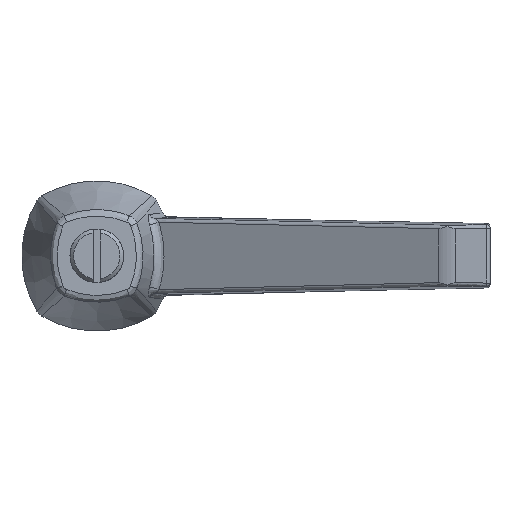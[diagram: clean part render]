
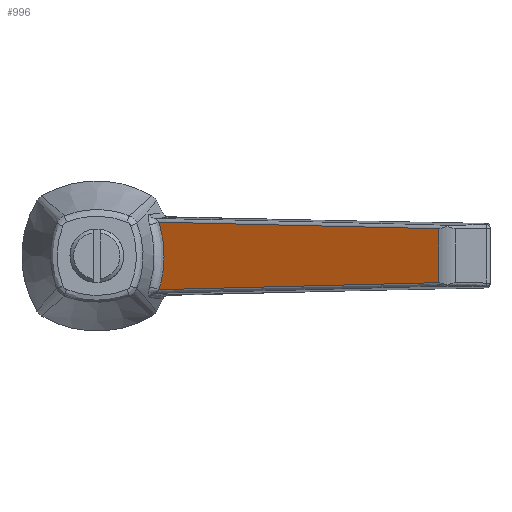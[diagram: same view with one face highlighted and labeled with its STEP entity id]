
A CAD part, top view. The second image highlights one B-rep face of the part: STEP entity #996.
In plain terms, the highlighted planar face has unit normal (-0.456, 0, 0.89).
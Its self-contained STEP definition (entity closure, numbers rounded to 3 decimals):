
#996 = ADVANCED_FACE( '', ( #2300 ), #2301, .F. );
#2300 = FACE_OUTER_BOUND( '', #5603, .T. );
#2301 = PLANE( '', #5604 );
#5603 = EDGE_LOOP( '', ( #10483, #10484, #10485, #10486 ) );
#5604 = AXIS2_PLACEMENT_3D( '', #10487, #10488, #10489 );
#10483 = ORIENTED_EDGE( '', *, *, #14026, .T. );
#10484 = ORIENTED_EDGE( '', *, *, #13962, .T. );
#10485 = ORIENTED_EDGE( '', *, *, #13873, .T. );
#10486 = ORIENTED_EDGE( '', *, *, #14492, .T. );
#10487 = CARTESIAN_POINT( '', ( 7.483, 0., 16.794 ) );
#10488 = DIRECTION( '', ( 0.456, 0., -0.89 ) );
#10489 = DIRECTION( '', ( -0.89, 0., -0.456 ) );
#13873 = EDGE_CURVE( '', #16038, #16039, #16040, .T. );
#13962 = EDGE_CURVE( '', #16188, #16038, #16194, .T. );
#14026 = EDGE_CURVE( '', #16300, #16188, #16301, .T. );
#14492 = EDGE_CURVE( '', #16039, #16300, #17062, .F. );
#16038 = VERTEX_POINT( '', #19261 );
#16039 = VERTEX_POINT( '', #19262 );
#16040 = B_SPLINE_CURVE_WITH_KNOTS( '', 3, ( #19263, #19264, #19265, #19266, #19267, #19268, #19269, #19270, #19271, #19272, #19273, #19274, #19275 ), .UNSPECIFIED., .F., .F., ( 4, 2, 1, 2, 1, 1, 2, 4 ), ( 0.001, 0.012, 0.018, 0.023, 0.029, 0.034, 0.04, 0.045 ), .UNSPECIFIED. );
#16188 = VERTEX_POINT( '', #19743 );
#16194 = B_SPLINE_CURVE_WITH_KNOTS( '', 3, ( #19779, #19780, #19781, #19782, #19783, #19784, #19785, #19786, #19787, #19788, #19789, #19790, #19791, #19792, #19793, #19794, #19795, #19796, #19797, #19798, #19799, #19800, #19801, #19802 ), .UNSPECIFIED., .F., .F., ( 4, 1, 1, 1, 1, 1, 1, 2, 2, 2, 1, 1, 1, 1, 1, 1, 1, 1, 4 ), ( 0., 0.001, 0.001, 0.002, 0.002, 0.003, 0.004, 0.004, 0.004, 0.005, 0.005, 0.005, 0.006, 0.007, 0.007, 0.008, 0.008, 0.009, 0.01 ), .UNSPECIFIED. );
#16300 = VERTEX_POINT( '', #20097 );
#16301 = B_SPLINE_CURVE_WITH_KNOTS( '', 3, ( #20098, #20099, #20100, #20101, #20102, #20103, #20104, #20105, #20106, #20107, #20108, #20109, #20110 ), .UNSPECIFIED., .F., .F., ( 4, 2, 1, 1, 2, 1, 2, 4 ), ( 0.001, 0.007, 0.012, 0.018, 0.023, 0.029, 0.034, 0.045 ), .UNSPECIFIED. );
#17062 = LINE( '', #21584, #21585 );
#19261 = CARTESIAN_POINT( '', ( 8.721, -4.712, 17.427 ) );
#19262 = CARTESIAN_POINT( '', ( 47.85, -3.771, 37.451 ) );
#19263 = CARTESIAN_POINT( '', ( 8.721, -4.712, 17.427 ) );
#19264 = CARTESIAN_POINT( '', ( 11.982, -4.641, 19.096 ) );
#19265 = CARTESIAN_POINT( '', ( 15.243, -4.569, 20.764 ) );
#19266 = CARTESIAN_POINT( '', ( 20.134, -4.458, 23.267 ) );
#19267 = CARTESIAN_POINT( '', ( 23.395, -4.384, 24.936 ) );
#19268 = CARTESIAN_POINT( '', ( 26.656, -4.308, 26.605 ) );
#19269 = CARTESIAN_POINT( '', ( 29.917, -4.232, 28.273 ) );
#19270 = CARTESIAN_POINT( '', ( 33.177, -4.154, 29.942 ) );
#19271 = CARTESIAN_POINT( '', ( 38.068, -4.032, 32.445 ) );
#19272 = CARTESIAN_POINT( '', ( 41.329, -3.948, 34.113 ) );
#19273 = CARTESIAN_POINT( '', ( 44.59, -3.861, 35.782 ) );
#19274 = CARTESIAN_POINT( '', ( 46.22, -3.817, 36.616 ) );
#19275 = CARTESIAN_POINT( '', ( 47.85, -3.771, 37.451 ) );
#19743 = CARTESIAN_POINT( '', ( 8.721, 4.712, 17.427 ) );
#19779 = CARTESIAN_POINT( '', ( 8.721, 4.712, 17.427 ) );
#19780 = CARTESIAN_POINT( '', ( 8.778, 4.521, 17.456 ) );
#19781 = CARTESIAN_POINT( '', ( 8.884, 4.137, 17.511 ) );
#19782 = CARTESIAN_POINT( '', ( 9.023, 3.557, 17.581 ) );
#19783 = CARTESIAN_POINT( '', ( 9.14, 2.974, 17.641 ) );
#19784 = CARTESIAN_POINT( '', ( 9.236, 2.386, 17.691 ) );
#19785 = CARTESIAN_POINT( '', ( 9.311, 1.794, 17.729 ) );
#19786 = CARTESIAN_POINT( '', ( 9.365, 1.199, 17.757 ) );
#19787 = CARTESIAN_POINT( '', ( 9.387, 0.799, 17.768 ) );
#19788 = CARTESIAN_POINT( '', ( 9.398, 0.498, 17.773 ) );
#19789 = CARTESIAN_POINT( '', ( 9.4, 0.397, 17.775 ) );
#19790 = CARTESIAN_POINT( '', ( 9.403, 0.246, 17.776 ) );
#19791 = CARTESIAN_POINT( '', ( 9.404, 0.196, 17.776 ) );
#19792 = CARTESIAN_POINT( '', ( 9.405, 0.095, 17.777 ) );
#19793 = CARTESIAN_POINT( '', ( 9.406, -0.157, 17.777 ) );
#19794 = CARTESIAN_POINT( '', ( 9.397, -0.607, 17.773 ) );
#19795 = CARTESIAN_POINT( '', ( 9.365, -1.205, 17.756 ) );
#19796 = CARTESIAN_POINT( '', ( 9.311, -1.799, 17.729 ) );
#19797 = CARTESIAN_POINT( '', ( 9.236, -2.389, 17.69 ) );
#19798 = CARTESIAN_POINT( '', ( 9.14, -2.975, 17.641 ) );
#19799 = CARTESIAN_POINT( '', ( 9.023, -3.558, 17.581 ) );
#19800 = CARTESIAN_POINT( '', ( 8.884, -4.137, 17.511 ) );
#19801 = CARTESIAN_POINT( '', ( 8.778, -4.521, 17.456 ) );
#19802 = CARTESIAN_POINT( '', ( 8.721, -4.712, 17.427 ) );
#20097 = CARTESIAN_POINT( '', ( 47.851, 3.771, 37.451 ) );
#20098 = CARTESIAN_POINT( '', ( 47.851, 3.771, 37.451 ) );
#20099 = CARTESIAN_POINT( '', ( 46.221, 3.817, 36.617 ) );
#20100 = CARTESIAN_POINT( '', ( 44.591, 3.861, 35.782 ) );
#20101 = CARTESIAN_POINT( '', ( 41.33, 3.948, 34.114 ) );
#20102 = CARTESIAN_POINT( '', ( 38.069, 4.032, 32.445 ) );
#20103 = CARTESIAN_POINT( '', ( 33.178, 4.154, 29.942 ) );
#20104 = CARTESIAN_POINT( '', ( 29.917, 4.232, 28.274 ) );
#20105 = CARTESIAN_POINT( '', ( 26.656, 4.308, 26.605 ) );
#20106 = CARTESIAN_POINT( '', ( 23.395, 4.384, 24.936 ) );
#20107 = CARTESIAN_POINT( '', ( 20.134, 4.458, 23.268 ) );
#20108 = CARTESIAN_POINT( '', ( 15.243, 4.569, 20.765 ) );
#20109 = CARTESIAN_POINT( '', ( 11.982, 4.641, 19.096 ) );
#20110 = CARTESIAN_POINT( '', ( 8.721, 4.712, 17.427 ) );
#21584 = CARTESIAN_POINT( '', ( 47.851, 3.741, 37.451 ) );
#21585 = VECTOR( '', #25444, 1000. );
#25444 = DIRECTION( '', ( 0., -1., 0. ) );
